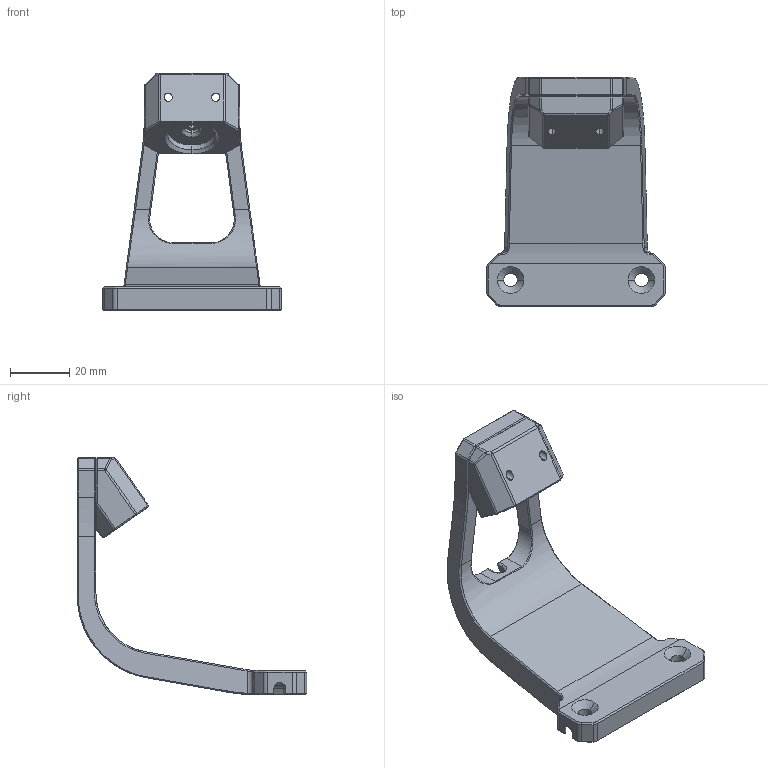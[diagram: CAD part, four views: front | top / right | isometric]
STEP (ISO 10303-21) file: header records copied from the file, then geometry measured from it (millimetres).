
FILE_DESCRIPTION (( 'STEP AP214' ), '1' );
FILE_NAME ('ass_b2v_webcam.STEP', '2024-01-16T13:16:55', ( '' ), ( '' ), 'SwSTEP 2.0', 'SolidWorks 2022', '' );
FILE_SCHEMA (( 'AUTOMOTIVE_DESIGN' ));
Length unit declared in the file: millimetre
Products named in the file (3): b2v_supporto_webcam; ass_b2v_webcam; b2v_supporto_webcam_piastra
Assembly tree (2 placements, depth 2):
  ass_b2v_webcam
    b2v_supporto_webcam_piastra
    b2v_supporto_webcam
Bounding box: 60 x 77.09 x 79.71 mm (x, y, z)
Volume: 42827.2 mm3; surface area: 16637.2 mm2
Topology: 2 solids, 2 shells, 295 faces, 698 edges, 404 vertices
Faces by surface type: plane 116, cylinder 80, cone 48, bspline 33, torus 9, sphere 9
Entity records: 11648 total; most frequent: CARTESIAN_POINT 5092, ORIENTED_EDGE 1390, DIRECTION 1270, EDGE_CURVE 695, AXIS2_PLACEMENT_3D 452, VERTEX_POINT 404, LINE 366, VECTOR 366
